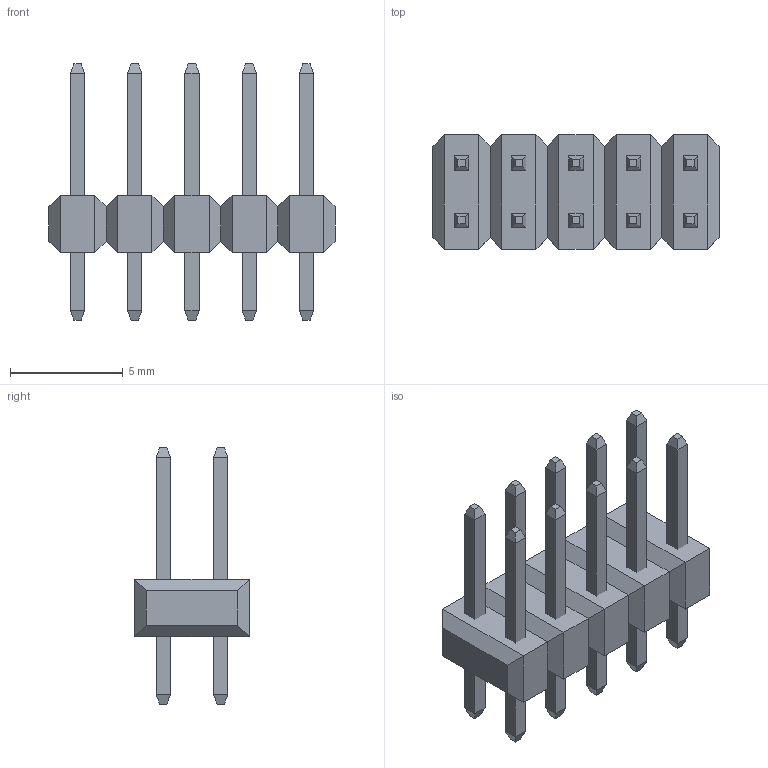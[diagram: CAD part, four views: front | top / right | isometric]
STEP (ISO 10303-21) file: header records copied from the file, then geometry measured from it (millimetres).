
FILE_DESCRIPTION(/* description */ (''),/* implementation_level */ '2;1');
FILE_NAME(/* name */ 'HDR-MA05-2.step',/* time_stamp */ '2022-05-24T19:13:15+05:30',/* author */ (''),/* organization */ (''),/* preprocessor_version */ 'ST-DEVELOPER v19',/* originating_system */ 'Autodesk Translation Framework v11.7.0.108',/* authorisation */ '');
FILE_SCHEMA (('AUTOMOTIVE_DESIGN { 1 0 10303 214 3 1 1 }'));
Length unit declared in the file: millimetre
Products named in the file (2): HDR-MA05-2; Model
Assembly tree (1 placements, depth 2):
  HDR-MA05-2
    Model
Bounding box: 12.7 x 5.08 x 11.38 mm (x, y, z)
Volume: 191.1 mm3; surface area: 512.4 mm2
Topology: 11 solids, 11 shells, 202 faces, 404 edges, 224 vertices
Faces by surface type: plane 202
Entity records: 4997 total; most frequent: CARTESIAN_POINT 833, DIRECTION 814, ORIENTED_EDGE 808, LINE 404, VECTOR 404, EDGE_CURVE 404, VERTEX_POINT 224, AXIS2_PLACEMENT_3D 205
